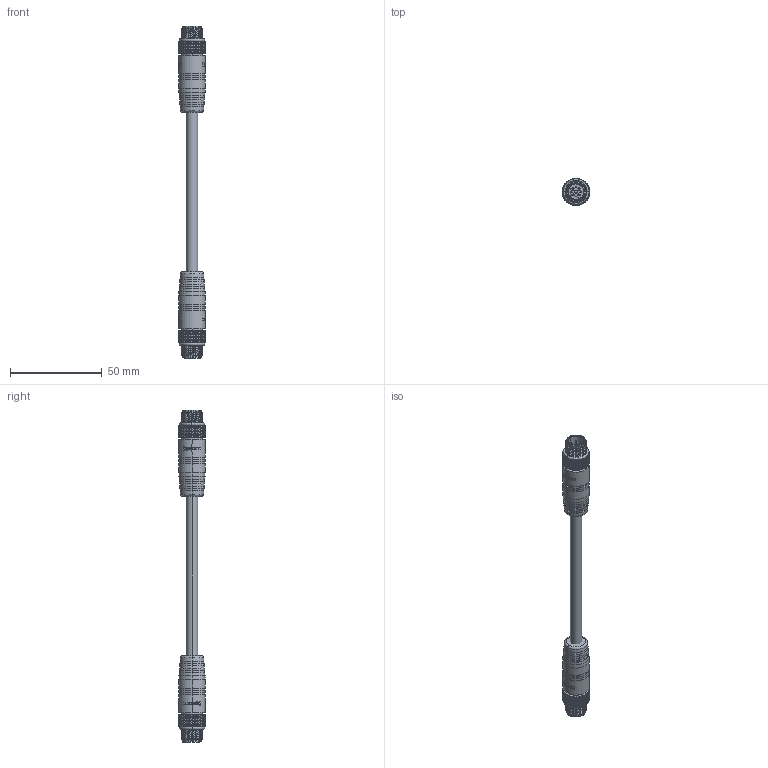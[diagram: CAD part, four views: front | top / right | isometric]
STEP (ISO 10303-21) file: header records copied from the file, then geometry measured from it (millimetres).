
FILE_DESCRIPTION (( 'STEP AP214' ), '1' );
FILE_NAME ('TRG501-T4T.STEP', '2016-05-16T15:23:06', ( 'L-Com' ), ( 'L-Com Global Connectivity' ), 'SwSTEP 2.0', 'SolidWorks 2014', '' );
FILE_SCHEMA (( 'AUTOMOTIVE_DESIGN' ));
Length unit declared in the file: millimetre
Products named in the file (6): 1AZ03-018; 1AJ09-134; 1AL03-130_LENGTH=130MM; 1AA13-156; MTN-950_CODE D; TRG501-T4T
Assembly tree (8 placements, depth 2):
  TRG501-T4T
    MTN-950_CODE D  x2
    1AA13-156  x2
    1AL03-130_LENGTH=130MM
    1AJ09-134  x2
    1AZ03-018
Bounding box: 14.9 x 14.5 x 181.2 mm (x, y, z)
Volume: 19000.1 mm3; surface area: 12897.3 mm2
Topology: 8 solids, 8 shells, 5586 faces, 11752 edges, 6240 vertices
Faces by surface type: bspline 3974, cylinder 1256, plane 310, cone 38, torus 8
Entity records: 118380 total; most frequent: CARTESIAN_POINT 81629, ORIENTED_EDGE 11732, EDGE_CURVE 5866, VERTEX_POINT 3124, DIRECTION 2848, EDGE_LOOP 2844, ADVANCED_FACE 2797, FACE_OUTER_BOUND 2797
